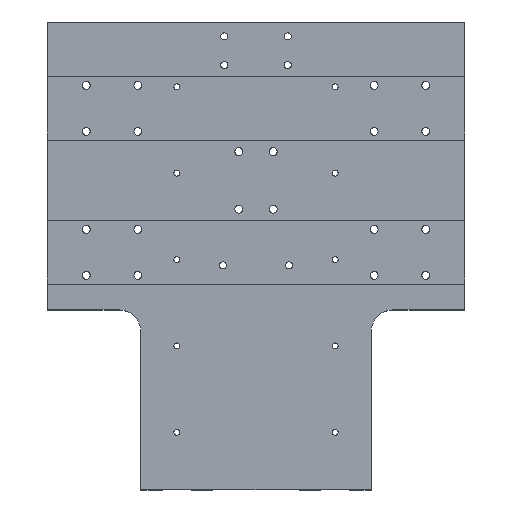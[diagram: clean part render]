
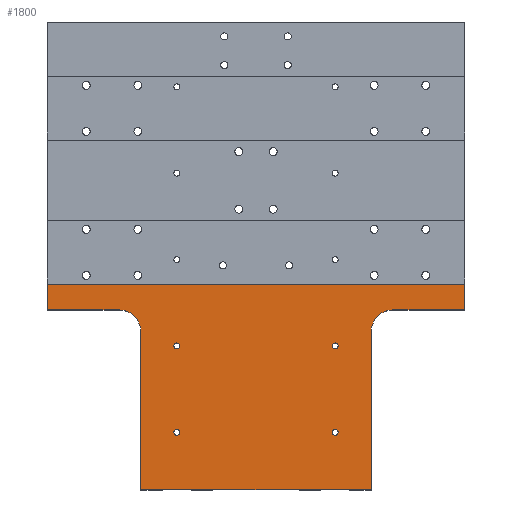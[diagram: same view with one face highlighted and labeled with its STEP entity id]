
A CAD part, top view. The second image highlights one B-rep face of the part: STEP entity #1800.
In plain terms, the highlighted planar face has unit normal (0, 0, 1).
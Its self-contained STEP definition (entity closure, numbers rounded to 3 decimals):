
#62=LINE('',#2815,#148);
#66=LINE('',#2825,#152);
#77=LINE('',#3010,#163);
#87=LINE('',#3030,#173);
#88=LINE('',#3031,#174);
#89=LINE('',#3033,#175);
#90=LINE('',#3034,#176);
#91=LINE('',#3035,#177);
#148=VECTOR('',#2288,50.);
#152=VECTOR('',#2298,110.);
#163=VECTOR('',#2525,290.);
#173=VECTOR('',#2541,18.);
#174=VECTOR('',#2542,50.);
#175=VECTOR('',#2543,160.);
#176=VECTOR('',#2544,110.);
#177=VECTOR('',#2545,18.);
#228=PLANE('',#2026);
#363=FACE_BOUND('',#719,.T.);
#364=FACE_BOUND('',#720,.T.);
#365=FACE_BOUND('',#721,.T.);
#366=FACE_BOUND('',#722,.T.);
#484=FACE_OUTER_BOUND('',#718,.T.);
#718=EDGE_LOOP('',(#1548,#1549,#1550,#1551,#1552,#1553,#1554,#1555,#1556,
#1557));
#719=EDGE_LOOP('',(#1558));
#720=EDGE_LOOP('',(#1559));
#721=EDGE_LOOP('',(#1560));
#722=EDGE_LOOP('',(#1561));
#749=CIRCLE('',#1812,2.067);
#751=CIRCLE('',#1815,2.067);
#765=CIRCLE('',#1836,2.067);
#767=CIRCLE('',#1839,2.067);
#807=CIRCLE('',#1911,15.);
#808=CIRCLE('',#1914,15.);
#865=VERTEX_POINT('',#2573);
#867=VERTEX_POINT('',#2578);
#881=VERTEX_POINT('',#2613);
#883=VERTEX_POINT('',#2618);
#955=VERTEX_POINT('',#2805);
#956=VERTEX_POINT('',#2807);
#958=VERTEX_POINT('',#2813);
#959=VERTEX_POINT('',#2817);
#960=VERTEX_POINT('',#2819);
#961=VERTEX_POINT('',#2823);
#1026=VERTEX_POINT('',#3008);
#1027=VERTEX_POINT('',#3009);
#1034=VERTEX_POINT('',#3029);
#1035=VERTEX_POINT('',#3032);
#1037=EDGE_CURVE('',#865,#865,#749,.T.);
#1039=EDGE_CURVE('',#867,#867,#751,.T.);
#1053=EDGE_CURVE('',#881,#881,#765,.T.);
#1055=EDGE_CURVE('',#883,#883,#767,.T.);
#1139=EDGE_CURVE('',#955,#956,#807,.T.);
#1143=EDGE_CURVE('',#955,#958,#62,.T.);
#1145=EDGE_CURVE('',#959,#960,#808,.T.);
#1148=EDGE_CURVE('',#959,#961,#66,.T.);
#1215=EDGE_CURVE('',#1026,#1027,#77,.T.);
#1225=EDGE_CURVE('',#1027,#1034,#87,.T.);
#1226=EDGE_CURVE('',#1034,#960,#88,.T.);
#1227=EDGE_CURVE('',#961,#1035,#89,.T.);
#1228=EDGE_CURVE('',#1035,#956,#90,.T.);
#1229=EDGE_CURVE('',#958,#1026,#91,.T.);
#1548=ORIENTED_EDGE('',*,*,#1215,.T.);
#1549=ORIENTED_EDGE('',*,*,#1225,.T.);
#1550=ORIENTED_EDGE('',*,*,#1226,.T.);
#1551=ORIENTED_EDGE('',*,*,#1145,.F.);
#1552=ORIENTED_EDGE('',*,*,#1148,.T.);
#1553=ORIENTED_EDGE('',*,*,#1227,.T.);
#1554=ORIENTED_EDGE('',*,*,#1228,.T.);
#1555=ORIENTED_EDGE('',*,*,#1139,.F.);
#1556=ORIENTED_EDGE('',*,*,#1143,.T.);
#1557=ORIENTED_EDGE('',*,*,#1229,.T.);
#1558=ORIENTED_EDGE('',*,*,#1037,.T.);
#1559=ORIENTED_EDGE('',*,*,#1039,.T.);
#1560=ORIENTED_EDGE('',*,*,#1053,.T.);
#1561=ORIENTED_EDGE('',*,*,#1055,.T.);
#1800=ADVANCED_FACE('',(#484,#363,#364,#365,#366),#228,.T.);
#1812=AXIS2_PLACEMENT_3D('',#2574,#2039,#2040);
#1815=AXIS2_PLACEMENT_3D('',#2579,#2045,#2046);
#1836=AXIS2_PLACEMENT_3D('',#2614,#2087,#2088);
#1839=AXIS2_PLACEMENT_3D('',#2619,#2093,#2094);
#1911=AXIS2_PLACEMENT_3D('',#2808,#2281,#2282);
#1914=AXIS2_PLACEMENT_3D('',#2820,#2292,#2293);
#2026=AXIS2_PLACEMENT_3D('',#3028,#2539,#2540);
#2039=DIRECTION('center_axis',(0.,0.,-1.));
#2040=DIRECTION('ref_axis',(-1.,0.,0.));
#2045=DIRECTION('center_axis',(0.,0.,-1.));
#2046=DIRECTION('ref_axis',(-1.,0.,0.));
#2087=DIRECTION('center_axis',(0.,0.,-1.));
#2088=DIRECTION('ref_axis',(-1.,0.,0.));
#2093=DIRECTION('center_axis',(0.,0.,-1.));
#2094=DIRECTION('ref_axis',(-1.,0.,0.));
#2281=DIRECTION('center_axis',(0.,0.,1.));
#2282=DIRECTION('ref_axis',(-0.707,0.707,0.));
#2288=DIRECTION('',(1.,0.,0.));
#2292=DIRECTION('center_axis',(0.,0.,1.));
#2293=DIRECTION('ref_axis',(0.707,0.707,0.));
#2298=DIRECTION('',(0.,-1.,0.));
#2525=DIRECTION('',(-1.,0.,0.));
#2539=DIRECTION('center_axis',(0.,0.,1.));
#2540=DIRECTION('ref_axis',(1.,0.,0.));
#2541=DIRECTION('',(0.,-1.,0.));
#2542=DIRECTION('',(1.,0.,0.));
#2543=DIRECTION('',(1.,0.,0.));
#2544=DIRECTION('',(0.,1.,0.));
#2545=DIRECTION('',(0.,1.,0.));
#2573=CARTESIAN_POINT('',(57.067,-175.,27.));
#2574=CARTESIAN_POINT('Origin',(55.,-175.,27.));
#2578=CARTESIAN_POINT('',(57.067,-115.,27.));
#2579=CARTESIAN_POINT('Origin',(55.,-115.,27.));
#2613=CARTESIAN_POINT('',(-52.933,-115.,27.));
#2614=CARTESIAN_POINT('Origin',(-55.,-115.,27.));
#2618=CARTESIAN_POINT('',(-52.933,-175.,27.));
#2619=CARTESIAN_POINT('Origin',(-55.,-175.,27.));
#2805=CARTESIAN_POINT('',(95.,-90.,27.));
#2807=CARTESIAN_POINT('',(80.,-105.,27.));
#2808=CARTESIAN_POINT('Origin',(95.,-105.,27.));
#2813=CARTESIAN_POINT('',(145.,-90.,27.));
#2815=CARTESIAN_POINT('',(-145.,-90.,27.));
#2817=CARTESIAN_POINT('',(-80.,-105.,27.));
#2819=CARTESIAN_POINT('',(-95.,-90.,27.));
#2820=CARTESIAN_POINT('Origin',(-95.,-105.,27.));
#2823=CARTESIAN_POINT('',(-80.,-215.,27.));
#2825=CARTESIAN_POINT('',(-80.,-90.,27.));
#3008=CARTESIAN_POINT('',(145.,-72.,27.));
#3009=CARTESIAN_POINT('',(-145.,-72.,27.));
#3010=CARTESIAN_POINT('',(72.5,-72.,27.));
#3028=CARTESIAN_POINT('Origin',(0.,-152.5,27.));
#3029=CARTESIAN_POINT('',(-145.,-90.,27.));
#3030=CARTESIAN_POINT('',(-145.,110.,27.));
#3031=CARTESIAN_POINT('',(-145.,-90.,27.));
#3032=CARTESIAN_POINT('',(80.,-215.,27.));
#3033=CARTESIAN_POINT('',(-80.,-215.,27.));
#3034=CARTESIAN_POINT('',(80.,-215.,27.));
#3035=CARTESIAN_POINT('',(145.,-90.,27.));
